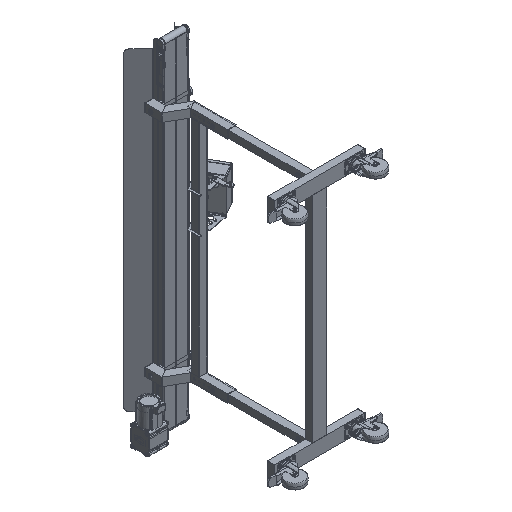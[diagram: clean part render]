
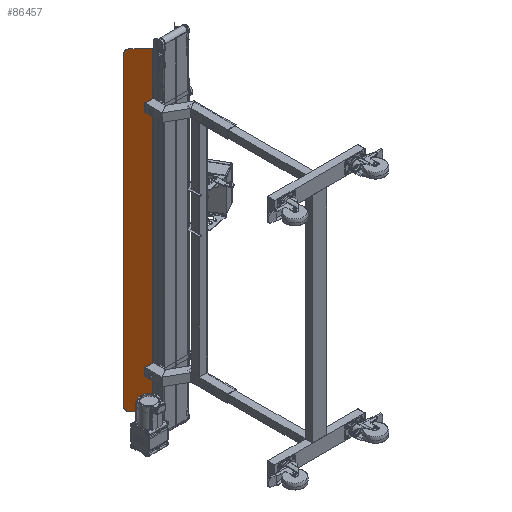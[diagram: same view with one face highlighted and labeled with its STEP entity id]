
A CAD part, isometric view. The second image highlights one B-rep face of the part: STEP entity #86457.
In plain terms, the highlighted planar face has unit normal (-0.707, -0.707, 0).
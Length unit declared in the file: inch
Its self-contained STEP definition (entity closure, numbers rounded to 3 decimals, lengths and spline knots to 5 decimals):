
#737 = LINE ( 'NONE', #9636, #25152 ) ;
#1556 = VECTOR ( 'NONE', #5616, 39.37008 ) ;
#2637 = DIRECTION ( 'NONE',  ( 0., 0., -1. ) ) ;
#5616 = DIRECTION ( 'NONE',  ( 0.707, -0.707, 0. ) ) ;
#9636 = CARTESIAN_POINT ( 'NONE',  ( 59.09825, 73.74713, 82.12422 ) ) ;
#14909 = VERTEX_POINT ( 'NONE', #54499 ) ;
#16673 = EDGE_CURVE ( 'NONE', #66368, #72838, #78081, .T. ) ;
#16974 = LINE ( 'NONE', #70980, #59019 ) ;
#17994 = DIRECTION ( 'NONE',  ( 0., 0., -1. ) ) ;
#18494 = DIRECTION ( 'NONE',  ( -0.707, 0.707, 0. ) ) ;
#21591 = CARTESIAN_POINT ( 'NONE',  ( 55.97265, 76.87273, 81.12422 ) ) ;
#22153 = EDGE_CURVE ( 'NONE', #53246, #14909, #16974, .T. ) ;
#22381 = ORIENTED_EDGE ( 'NONE', *, *, #74046, .F. ) ;
#22751 = EDGE_CURVE ( 'NONE', #29313, #44116, #79885, .T. ) ;
#22898 = VECTOR ( 'NONE', #47760, 39.37008 ) ;
#25022 = CARTESIAN_POINT ( 'NONE',  ( 55.97265, 76.87273, 82.12422 ) ) ;
#25152 = VECTOR ( 'NONE', #17994, 39.37008 ) ;
#25389 = CARTESIAN_POINT ( 'NONE',  ( 56.67976, 76.16562, 81.12422 ) ) ;
#27202 = AXIS2_PLACEMENT_3D ( 'NONE', #51006, #49520, #72437 ) ;
#27515 = CARTESIAN_POINT ( 'NONE',  ( 56.67976, 76.16562, 16.65422 ) ) ;
#29313 = VERTEX_POINT ( 'NONE', #60008 ) ;
#34463 = ORIENTED_EDGE ( 'NONE', *, *, #22153, .T. ) ;
#37390 = CARTESIAN_POINT ( 'NONE',  ( 59.09825, 73.74713, 82.12422 ) ) ;
#40118 = CARTESIAN_POINT ( 'NONE',  ( 59.09825, 73.74713, 15.65422 ) ) ;
#41196 = EDGE_LOOP ( 'NONE', ( #34463, #95986, #57771, #22381, #56986, #82612 ) ) ;
#42333 = DIRECTION ( 'NONE',  ( -0.707, 0.707, 0. ) ) ;
#42770 = CIRCLE ( 'NONE', #90503, 1. ) ;
#44070 = CARTESIAN_POINT ( 'NONE',  ( 59.13633, 73.70905, 15.65422 ) ) ;
#44116 = VERTEX_POINT ( 'NONE', #40118 ) ;
#47760 = DIRECTION ( 'NONE',  ( -0.707, 0.707, 0. ) ) ;
#49520 = DIRECTION ( 'NONE',  ( 0.707, 0.707, 0. ) ) ;
#51006 = CARTESIAN_POINT ( 'NONE',  ( 59.44883, 73.39655, 48.88922 ) ) ;
#53246 = VERTEX_POINT ( 'NONE', #21591 ) ;
#54499 = CARTESIAN_POINT ( 'NONE',  ( 55.97265, 76.87273, 16.65422 ) ) ;
#56986 = ORIENTED_EDGE ( 'NONE', *, *, #16673, .T. ) ;
#57342 = EDGE_CURVE ( 'NONE', #14909, #29313, #42770, .T. ) ;
#57708 = DIRECTION ( 'NONE',  ( -0.707, -0.707, 0. ) ) ;
#57771 = ORIENTED_EDGE ( 'NONE', *, *, #22751, .T. ) ;
#59019 = VECTOR ( 'NONE', #2637, 39.37008 ) ;
#60008 = CARTESIAN_POINT ( 'NONE',  ( 56.67976, 76.16562, 15.65422 ) ) ;
#63619 = DIRECTION ( 'NONE',  ( -0.707, -0.707, 0. ) ) ;
#66368 = VERTEX_POINT ( 'NONE', #37390 ) ;
#70024 = FACE_OUTER_BOUND ( 'NONE', #41196, .T. ) ;
#70980 = CARTESIAN_POINT ( 'NONE',  ( 55.97265, 76.87273, 15.65422 ) ) ;
#72437 = DIRECTION ( 'NONE',  ( -0.707, 0.707, 0. ) ) ;
#72838 = VERTEX_POINT ( 'NONE', #74776 ) ;
#74046 = EDGE_CURVE ( 'NONE', #66368, #44116, #737, .T. ) ;
#74776 = CARTESIAN_POINT ( 'NONE',  ( 56.67976, 76.16562, 82.12422 ) ) ;
#78081 = LINE ( 'NONE', #25022, #22898 ) ;
#79885 = LINE ( 'NONE', #44070, #1556 ) ;
#82612 = ORIENTED_EDGE ( 'NONE', *, *, #93533, .T. ) ;
#86457 = ADVANCED_FACE ( 'NONE', ( #70024 ), #93712, .F. ) ;
#87024 = AXIS2_PLACEMENT_3D ( 'NONE', #25389, #63619, #18494 ) ;
#88586 = CIRCLE ( 'NONE', #87024, 1. ) ;
#90503 = AXIS2_PLACEMENT_3D ( 'NONE', #27515, #57708, #42333 ) ;
#93533 = EDGE_CURVE ( 'NONE', #72838, #53246, #88586, .T. ) ;
#93712 = PLANE ( 'NONE',  #27202 ) ;
#95986 = ORIENTED_EDGE ( 'NONE', *, *, #57342, .T. ) ;
